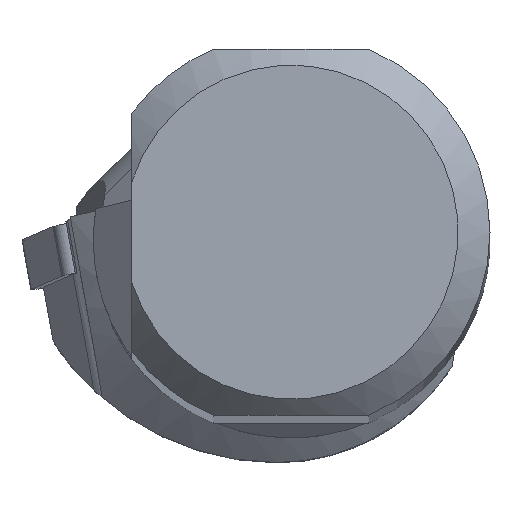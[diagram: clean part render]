
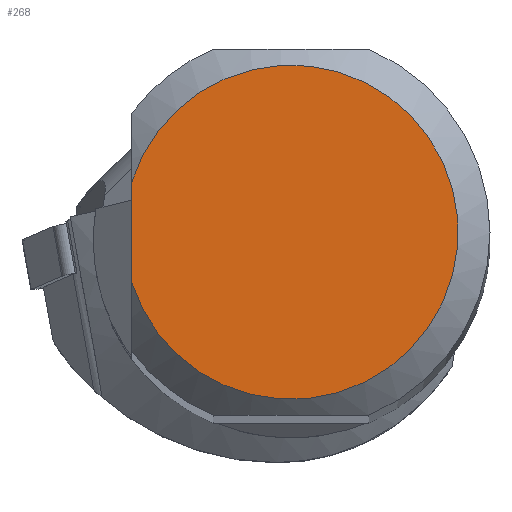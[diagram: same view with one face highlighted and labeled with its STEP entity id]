
A CAD part, top view. The second image highlights one B-rep face of the part: STEP entity #268.
In plain terms, the highlighted planar face has unit normal (0, 0, 1).
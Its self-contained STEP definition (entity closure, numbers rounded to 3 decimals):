
#188=FACE_OUTER_BOUND('',#656,.T.);
#268=ADVANCED_FACE('CU_SU_BP3',(#188),#330,.T.);
#330=PLANE('',#1733);
#423=LINE('',#2635,#547);
#547=VECTOR('',#2038,1.);
#656=EDGE_LOOP('',(#899,#900));
#899=ORIENTED_EDGE('',*,*,#1427,.F.);
#900=ORIENTED_EDGE('',*,*,#1428,.T.);
#1250=VERTEX_POINT('',#2636);
#1251=VERTEX_POINT('',#2637);
#1427=EDGE_CURVE('',#1250,#1251,#423,.T.);
#1428=EDGE_CURVE('',#1250,#1251,#1547,.T.);
#1547=CIRCLE('',#1732,10.491);
#1732=AXIS2_PLACEMENT_3D('',#2638,#2039,#2040);
#1733=AXIS2_PLACEMENT_3D('',#2639,#2041,#2042);
#2038=DIRECTION('',(0.,1.,0.));
#2039=DIRECTION('',(0.,0.,1.));
#2040=DIRECTION('',(1.,0.,0.));
#2041=DIRECTION('',(0.,0.,1.));
#2042=DIRECTION('',(1.,0.,0.));
#2635=CARTESIAN_POINT('',(-10.009,0.,0.));
#2636=CARTESIAN_POINT('',(-10.009,-3.145,0.));
#2637=CARTESIAN_POINT('',(-10.009,3.145,0.));
#2638=CARTESIAN_POINT('',(0.,0.,0.));
#2639=CARTESIAN_POINT('',(0.,0.,
0.));
